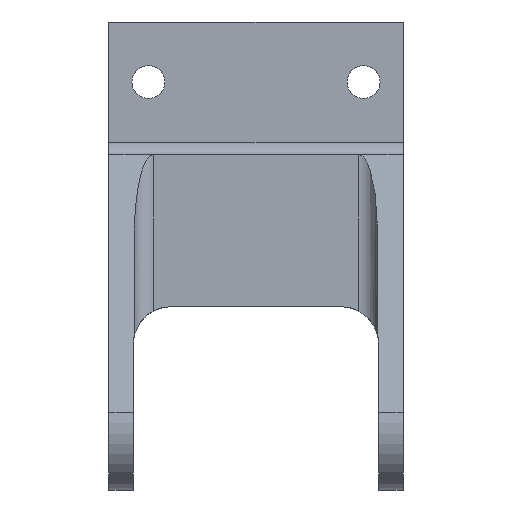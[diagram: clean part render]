
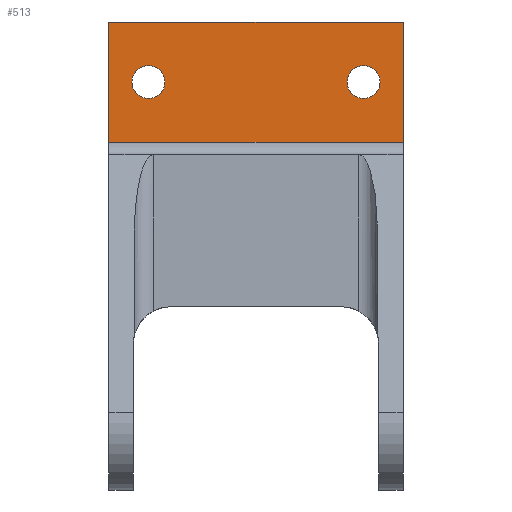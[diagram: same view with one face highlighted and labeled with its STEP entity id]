
A CAD part, top view. The second image highlights one B-rep face of the part: STEP entity #513.
In plain terms, the highlighted planar face has unit normal (0, 0, 1).
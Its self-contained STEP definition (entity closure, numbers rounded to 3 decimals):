
#24=PLANE('',#569);
#67=LINE('',#876,#108);
#70=LINE('',#882,#111);
#71=LINE('',#886,#112);
#72=LINE('',#888,#113);
#108=VECTOR('',#700,46.5);
#111=VECTOR('',#707,19.);
#112=VECTOR('',#712,46.5);
#113=VECTOR('',#715,19.);
#131=FACE_BOUND('',#191,.T.);
#132=FACE_BOUND('',#192,.T.);
#133=FACE_BOUND('',#193,.T.);
#191=EDGE_LOOP('',(#449));
#192=EDGE_LOOP('',(#450));
#193=EDGE_LOOP('',(#451,#452,#453,#454));
#200=CIRCLE('',#521,2.6);
#202=CIRCLE('',#524,2.6);
#222=VERTEX_POINT('',#725);
#224=VERTEX_POINT('',#730);
#265=VERTEX_POINT('',#873);
#266=VERTEX_POINT('',#875);
#267=VERTEX_POINT('',#880);
#268=VERTEX_POINT('',#884);
#270=EDGE_CURVE('',#222,#222,#200,.T.);
#272=EDGE_CURVE('',#224,#224,#202,.T.);
#329=EDGE_CURVE('',#266,#265,#67,.T.);
#333=EDGE_CURVE('',#267,#265,#70,.T.);
#335=EDGE_CURVE('',#268,#267,#71,.T.);
#336=EDGE_CURVE('',#266,#268,#72,.T.);
#449=ORIENTED_EDGE('',*,*,#270,.T.);
#450=ORIENTED_EDGE('',*,*,#272,.T.);
#451=ORIENTED_EDGE('',*,*,#335,.F.);
#452=ORIENTED_EDGE('',*,*,#336,.F.);
#453=ORIENTED_EDGE('',*,*,#329,.T.);
#454=ORIENTED_EDGE('',*,*,#333,.F.);
#513=ADVANCED_FACE('',(#131,#132,#133),#24,.T.);
#521=AXIS2_PLACEMENT_3D('',#726,#578,#579);
#524=AXIS2_PLACEMENT_3D('',#731,#584,#585);
#569=AXIS2_PLACEMENT_3D('',#887,#713,#714);
#578=DIRECTION('center_axis',(0.,0.,-1.));
#579=DIRECTION('ref_axis',(1.,0.,0.));
#584=DIRECTION('center_axis',(0.,0.,-1.));
#585=DIRECTION('ref_axis',(1.,0.,0.));
#700=DIRECTION('',(-1.,0.,0.));
#707=DIRECTION('',(0.,1.,0.));
#712=DIRECTION('',(-1.,0.,0.));
#713=DIRECTION('center_axis',(0.,0.,1.));
#714=DIRECTION('ref_axis',(0.,-1.,0.));
#715=DIRECTION('',(0.,-1.,0.));
#725=CARTESIAN_POINT('',(-14.4,54.5,-2.));
#726=CARTESIAN_POINT('Origin',(-17.,54.5,-2.));
#730=CARTESIAN_POINT('',(19.6,54.5,-2.));
#731=CARTESIAN_POINT('Origin',(17.,54.5,-2.));
#873=CARTESIAN_POINT('',(-23.25,64.,-2.));
#875=CARTESIAN_POINT('',(23.25,64.,-2.));
#876=CARTESIAN_POINT('',(0.,64.,-2.));
#880=CARTESIAN_POINT('',(-23.25,45.,-2.));
#882=CARTESIAN_POINT('',(-23.25,43.,-2.));
#884=CARTESIAN_POINT('',(23.25,45.,-2.));
#886=CARTESIAN_POINT('',(0.,45.,-2.));
#887=CARTESIAN_POINT('Origin',(0.,64.,-2.));
#888=CARTESIAN_POINT('',(23.25,43.,-2.));
